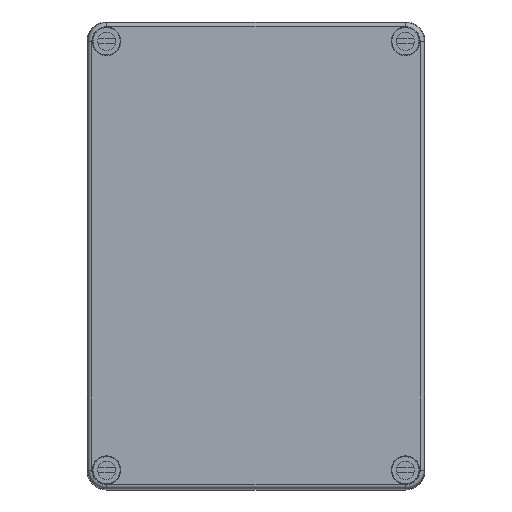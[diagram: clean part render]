
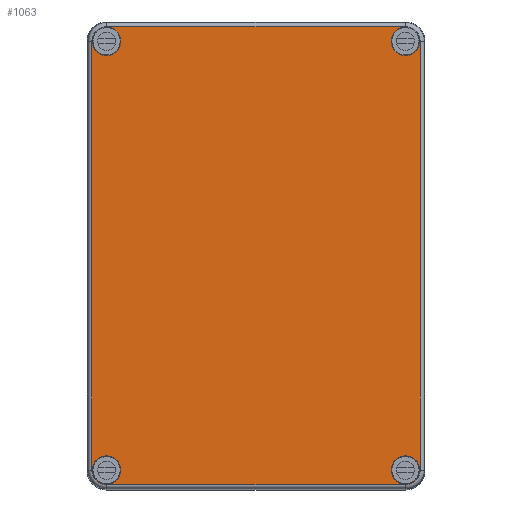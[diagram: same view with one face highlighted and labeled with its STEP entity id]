
A CAD part, top view. The second image highlights one B-rep face of the part: STEP entity #1063.
In plain terms, the highlighted planar face has unit normal (0, 0, 1).
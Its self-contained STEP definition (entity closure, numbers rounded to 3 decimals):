
#1063 = ADVANCED_FACE( '', ( #2623, #2624, #2625, #2626, #2627 ), #2628, .F. );
#2623 = FACE_BOUND( '', #4838, .T. );
#2624 = FACE_BOUND( '', #4839, .T. );
#2625 = FACE_BOUND( '', #4840, .T. );
#2626 = FACE_BOUND( '', #4841, .T. );
#2627 = FACE_OUTER_BOUND( '', #4842, .T. );
#2628 = PLANE( '', #4843 );
#4838 = EDGE_LOOP( '', ( #7827 ) );
#4839 = EDGE_LOOP( '', ( #7828 ) );
#4840 = EDGE_LOOP( '', ( #7829 ) );
#4841 = EDGE_LOOP( '', ( #7830 ) );
#4842 = EDGE_LOOP( '', ( #7831, #7832, #7833, #7834, #7835, #7836, #7837, #7838 ) );
#4843 = AXIS2_PLACEMENT_3D( '', #7839, #7840, #7841 );
#7827 = ORIENTED_EDGE( '', *, *, #12607, .F. );
#7828 = ORIENTED_EDGE( '', *, *, #13159, .F. );
#7829 = ORIENTED_EDGE( '', *, *, #12899, .F. );
#7830 = ORIENTED_EDGE( '', *, *, #13160, .F. );
#7831 = ORIENTED_EDGE( '', *, *, #13161, .T. );
#7832 = ORIENTED_EDGE( '', *, *, #13162, .F. );
#7833 = ORIENTED_EDGE( '', *, *, #13163, .T. );
#7834 = ORIENTED_EDGE( '', *, *, #13164, .T. );
#7835 = ORIENTED_EDGE( '', *, *, #13165, .F. );
#7836 = ORIENTED_EDGE( '', *, *, #13166, .T. );
#7837 = ORIENTED_EDGE( '', *, *, #12473, .F. );
#7838 = ORIENTED_EDGE( '', *, *, #13167, .F. );
#7839 = CARTESIAN_POINT( '', ( -63.173, 82.5, 39. ) );
#7840 = DIRECTION( '', ( 0., 0., -1. ) );
#7841 = DIRECTION( '', ( -1., 0., 0. ) );
#12473 = EDGE_CURVE( '', #14761, #14763, #14764, .T. );
#12607 = EDGE_CURVE( '', #15011, #15011, #15012, .T. );
#12899 = EDGE_CURVE( '', #15515, #15515, #15516, .T. );
#13159 = EDGE_CURVE( '', #15936, #15936, #15937, .T. );
#13160 = EDGE_CURVE( '', #15938, #15938, #15939, .T. );
#13161 = EDGE_CURVE( '', #15940, #15941, #15942, .T. );
#13162 = EDGE_CURVE( '', #15943, #15941, #15944, .T. );
#13163 = EDGE_CURVE( '', #15943, #15945, #15946, .T. );
#13164 = EDGE_CURVE( '', #15945, #15947, #15948, .T. );
#13165 = EDGE_CURVE( '', #15949, #15947, #15950, .T. );
#13166 = EDGE_CURVE( '', #15949, #14763, #15951, .T. );
#13167 = EDGE_CURVE( '', #15940, #14761, #15952, .T. );
#14761 = VERTEX_POINT( '', #18114 );
#14763 = VERTEX_POINT( '', #18116 );
#14764 = CIRCLE( '', #18117, 5.673 );
#15011 = VERTEX_POINT( '', #18435 );
#15012 = CIRCLE( '', #18436, 5.5 );
#15515 = VERTEX_POINT( '', #19156 );
#15516 = CIRCLE( '', #19157, 5.5 );
#15936 = VERTEX_POINT( '', #19761 );
#15937 = CIRCLE( '', #19762, 5.5 );
#15938 = VERTEX_POINT( '', #19763 );
#15939 = CIRCLE( '', #19764, 5.5 );
#15940 = VERTEX_POINT( '', #19765 );
#15941 = VERTEX_POINT( '', #19766 );
#15942 = CIRCLE( '', #19767, 5.673 );
#15943 = VERTEX_POINT( '', #19768 );
#15944 = LINE( '', #19769, #19770 );
#15945 = VERTEX_POINT( '', #19771 );
#15946 = CIRCLE( '', #19772, 5.673 );
#15947 = VERTEX_POINT( '', #19773 );
#15948 = LINE( '', #19774, #19775 );
#15949 = VERTEX_POINT( '', #19776 );
#15950 = CIRCLE( '', #19777, 5.673 );
#15951 = LINE( '', #19778, #19779 );
#15952 = LINE( '', #19780, #19781 );
#18114 = CARTESIAN_POINT( '', ( -57.5, -88.173, 39. ) );
#18116 = CARTESIAN_POINT( '', ( -63.173, -82.5, 39. ) );
#18117 = AXIS2_PLACEMENT_3D( '', #22665, #22666, #22667 );
#18435 = CARTESIAN_POINT( '', ( -52., 82.5, 39. ) );
#18436 = AXIS2_PLACEMENT_3D( '', #22877, #22878, #22879 );
#19156 = CARTESIAN_POINT( '', ( 63., -82.5, 39. ) );
#19157 = AXIS2_PLACEMENT_3D( '', #23220, #23221, #23222 );
#19761 = CARTESIAN_POINT( '', ( -52., -82.5, 39. ) );
#19762 = AXIS2_PLACEMENT_3D( '', #23552, #23553, #23554 );
#19763 = CARTESIAN_POINT( '', ( 63., 82.5, 39. ) );
#19764 = AXIS2_PLACEMENT_3D( '', #23555, #23556, #23557 );
#19765 = CARTESIAN_POINT( '', ( 57.5, -88.173, 39. ) );
#19766 = CARTESIAN_POINT( '', ( 63.173, -82.5, 39. ) );
#19767 = AXIS2_PLACEMENT_3D( '', #23558, #23559, #23560 );
#19768 = CARTESIAN_POINT( '', ( 63.173, 82.5, 39. ) );
#19769 = CARTESIAN_POINT( '', ( 63.173, 82.5, 39. ) );
#19770 = VECTOR( '', #23561, 1000. );
#19771 = CARTESIAN_POINT( '', ( 57.5, 88.173, 39. ) );
#19772 = AXIS2_PLACEMENT_3D( '', #23562, #23563, #23564 );
#19773 = CARTESIAN_POINT( '', ( -57.5, 88.173, 39. ) );
#19774 = CARTESIAN_POINT( '', ( 57.5, 88.173, 39. ) );
#19775 = VECTOR( '', #23565, 1000. );
#19776 = CARTESIAN_POINT( '', ( -63.173, 82.5, 39. ) );
#19777 = AXIS2_PLACEMENT_3D( '', #23566, #23567, #23568 );
#19778 = CARTESIAN_POINT( '', ( -63.173, 82.5, 39. ) );
#19779 = VECTOR( '', #23569, 1000. );
#19780 = CARTESIAN_POINT( '', ( 57.5, -88.173, 39. ) );
#19781 = VECTOR( '', #23570, 1000. );
#22665 = CARTESIAN_POINT( '', ( -57.5, -82.5, 39. ) );
#22666 = DIRECTION( '', ( 0., 0., -1. ) );
#22667 = DIRECTION( '', ( -1., 0., 0. ) );
#22877 = CARTESIAN_POINT( '', ( -57.5, 82.5, 39. ) );
#22878 = DIRECTION( '', ( 0., 0., 1. ) );
#22879 = DIRECTION( '', ( 1., 0., 0. ) );
#23220 = CARTESIAN_POINT( '', ( 57.5, -82.5, 39. ) );
#23221 = DIRECTION( '', ( 0., 0., 1. ) );
#23222 = DIRECTION( '', ( 1., 0., 0. ) );
#23552 = CARTESIAN_POINT( '', ( -57.5, -82.5, 39. ) );
#23553 = DIRECTION( '', ( 0., 0., 1. ) );
#23554 = DIRECTION( '', ( 1., 0., 0. ) );
#23555 = CARTESIAN_POINT( '', ( 57.5, 82.5, 39. ) );
#23556 = DIRECTION( '', ( 0., 0., 1. ) );
#23557 = DIRECTION( '', ( 1., 0., 0. ) );
#23558 = CARTESIAN_POINT( '', ( 57.5, -82.5, 39. ) );
#23559 = DIRECTION( '', ( 0., 0., 1. ) );
#23560 = DIRECTION( '', ( 1., 0., 0. ) );
#23561 = DIRECTION( '', ( 0., -1., 0. ) );
#23562 = CARTESIAN_POINT( '', ( 57.5, 82.5, 39. ) );
#23563 = DIRECTION( '', ( 0., 0., 1. ) );
#23564 = DIRECTION( '', ( 1., 0., 0. ) );
#23565 = DIRECTION( '', ( -1., 0., 0. ) );
#23566 = CARTESIAN_POINT( '', ( -57.5, 82.5, 39. ) );
#23567 = DIRECTION( '', ( 0., 0., -1. ) );
#23568 = DIRECTION( '', ( -1., 0., 0. ) );
#23569 = DIRECTION( '', ( 0., -1., 0. ) );
#23570 = DIRECTION( '', ( -1., 0., 0. ) );
